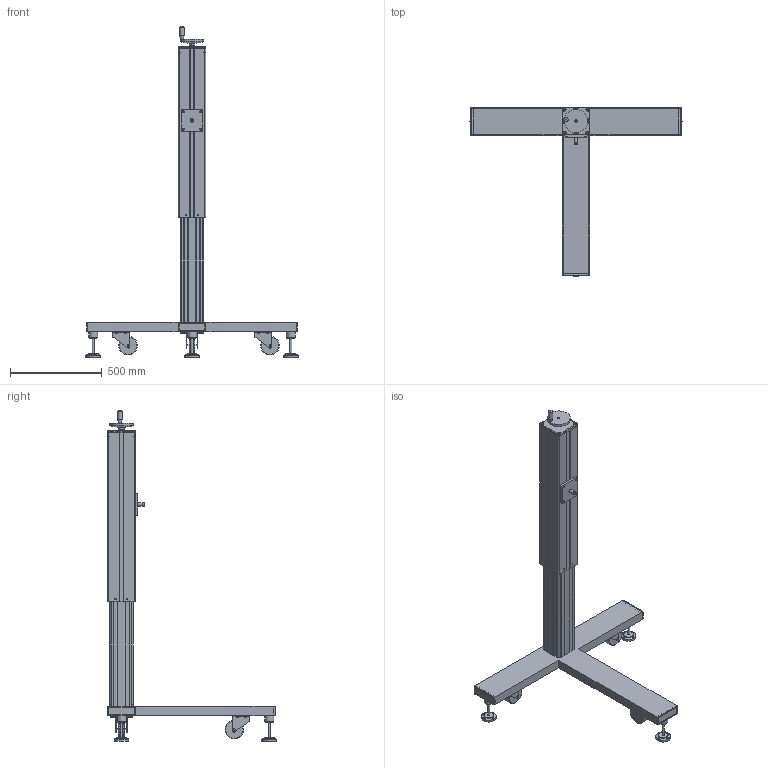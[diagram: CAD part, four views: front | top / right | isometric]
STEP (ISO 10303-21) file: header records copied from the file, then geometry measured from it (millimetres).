
FILE_DESCRIPTION(/* description */ (''),/* implementation_level */ '2;1');
FILE_NAME(/* name */ 'STAND STYLE T.stp',/* time_stamp */ '2018-01-18T15:23:29-05:00',/* author */ ('ppanana'),/* organization */ (''),/* preprocessor_version */ 'ST-DEVELOPER v16.1',/* originating_system */ 'Autodesk Inventor 2016',/* authorisation */ '');
FILE_SCHEMA (('CONFIG_CONTROL_DESIGN'));
Length unit declared in the file: inch
Products named in the file (1): STYLE T
Bounding box: 1158 x 921.9 x 1805.4 mm (x, y, z)
Surface area: 4069633 mm2 (no closed solid volume)
Topology: 0 solids, 82 shells, 1201 faces, 2757 edges, 1815 vertices
Faces by surface type: plane 712, cylinder 360, cone 66, torus 50, bspline 13
Full cylindrical faces by diameter (mm): 4 x3, 4.134 x6, 4.917 x4, 5 x6, 6 x36, 6.6 x4, 6.647 x12, 7.938 x3, 8 x24, 8.5 x12, 9.5 x4, 9.525 x12, 10 x17, 10.106 x3, 11 x14, 11.1 x4, 12 x9, 14 x12, 16 x14, 16.307 x2, 19 x16, 19.05 x2, 20 x2, 23.89 x4, 24 x1, 25 x1, 32 x1, 50 x3, 54 x3, 79 x3
Entity records: 34629 total; most frequent: CARTESIAN_POINT 7195, DIRECTION 5438, ORIENTED_EDGE 4616, EDGE_CURVE 2308, AXIS2_PLACEMENT_3D 1992, EDGE_LOOP 1857, VERTEX_POINT 1707, LINE 1454
